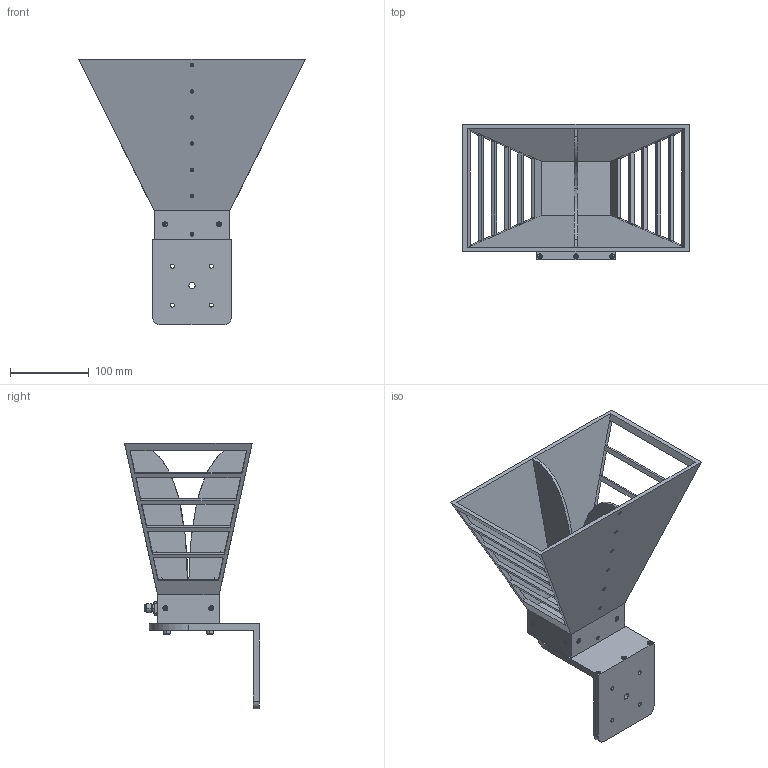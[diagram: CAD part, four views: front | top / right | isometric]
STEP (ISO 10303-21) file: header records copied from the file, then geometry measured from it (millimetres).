
FILE_DESCRIPTION (( 'STEP AP214' ), '1' );
FILE_NAME ('FMWAN1152_3D.step', '2023-07-25T17:00:54', ( '' ), ( '' ), 'SwSTEP 2.0', 'SolidWorks 2022', '' );
FILE_SCHEMA (( 'AUTOMOTIVE_DESIGN' ));
Length unit declared in the file: inch
Products named in the file (20): hardware-1^1152 3D drawing_FMWAN1152; 1152 3D drawing12^1152 3D drawing_FMWAN1152; 1152 3D drawing11^1152 3D drawing_FMWAN1152; 1152 3D drawing2^1152 3D drawing_FMWAN1152; 1152 3D drawing^FMWAN1152; 1152 3D drawing5^1152 3D drawing_FMWAN1152; socket head cap screw_am_B18.3.1M - 5 x 0.8 x 6 Hex SHCS -- 8CHX; 1152 3D drawing14^1152 3D drawing_FMWAN1152; Hardware screw^FMWAN1152; 1152 3D drawing4^1152 3D drawing_FMWAN1152; 1152 3D drawing10^1152 3D drawing_FMWAN1152; 1152 3D drawing3^1152 3D drawing_FMWAN1152; 1152 3D drawing6^1152 3D drawing_FMWAN1152; flat head screw_am_B18.6.7M - M3 x 0.5 x 8 Type I Cross Recessed FHMS --8N; 1152 3D drawing1^1152 3D drawing_FMWAN1152; MOUNTING_BRACKET-230026_MOUNTING BRACKET-3; 1152 3D drawing8^1152 3D drawing_FMWAN1152; 1152 3D drawing9^1152 3D drawing_FMWAN1152; FMWAN1152_3D; 1152 3D drawing13^1152 3D drawing_FMWAN1152
Assembly tree (40 placements, depth 3):
  FMWAN1152_3D
    1152 3D drawing^FMWAN1152
      1152 3D drawing1^1152 3D drawing_FMWAN1152
      1152 3D drawing2^1152 3D drawing_FMWAN1152
      1152 3D drawing3^1152 3D drawing_FMWAN1152  x2
      1152 3D drawing4^1152 3D drawing_FMWAN1152
      1152 3D drawing5^1152 3D drawing_FMWAN1152
      1152 3D drawing6^1152 3D drawing_FMWAN1152
      1152 3D drawing8^1152 3D drawing_FMWAN1152
      1152 3D drawing9^1152 3D drawing_FMWAN1152  x2
      1152 3D drawing10^1152 3D drawing_FMWAN1152
      1152 3D drawing11^1152 3D drawing_FMWAN1152
      1152 3D drawing12^1152 3D drawing_FMWAN1152
      1152 3D drawing13^1152 3D drawing_FMWAN1152
      1152 3D drawing14^1152 3D drawing_FMWAN1152
      hardware-1^1152 3D drawing_FMWAN1152  x12
    Hardware screw^FMWAN1152  x4
    MOUNTING_BRACKET-230026_MOUNTING BRACKET-3
    socket head cap screw_am_B18.3.1M - 5 x 0.8 x 6 Hex SHCS -- 8CHX  x4
    flat head screw_am_B18.6.7M - M3 x 0.5 x 8 Type I Cross Recessed FHMS --8N  x3
Bounding box: 288.17 x 171.47 x 338 mm (x, y, z)
Volume: 977656.3 mm3; surface area: 310454.5 mm2
Topology: 39 solids, 40 shells, 1487 faces, 3653 edges, 2296 vertices
Faces by surface type: plane 708, cylinder 551, cone 198, torus 16, bspline 14
Entity records: 41987 total; most frequent: CARTESIAN_POINT 18873, DIRECTION 4683, ORIENTED_EDGE 4548, EDGE_CURVE 2274, AXIS2_PLACEMENT_3D 1676, VERTEX_POINT 1435, LINE 1331, VECTOR 1331
